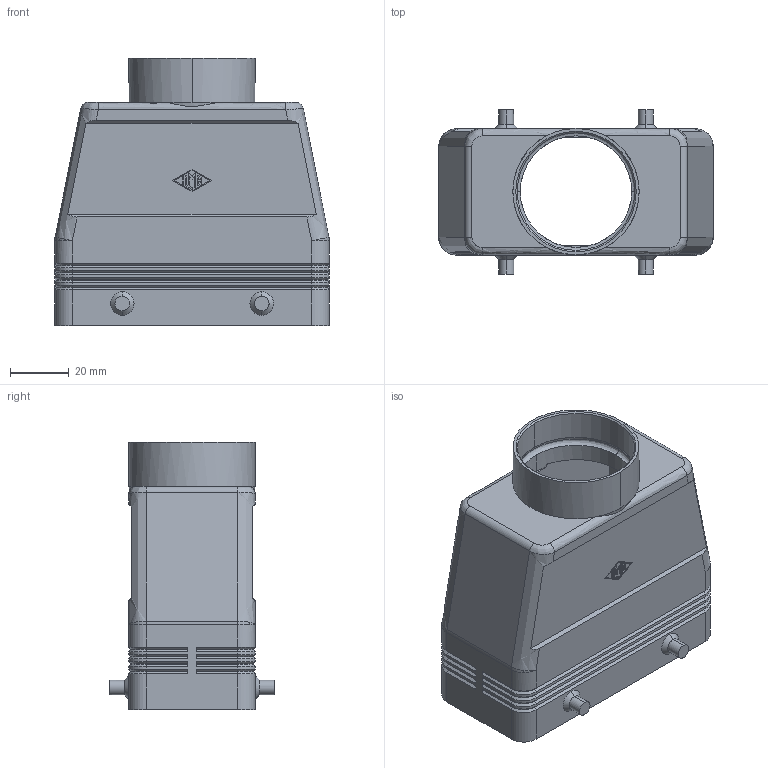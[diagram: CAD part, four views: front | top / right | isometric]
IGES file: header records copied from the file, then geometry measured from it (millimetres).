
Start section: Elysium IGES Interface
Global section: file name: 76H0lndrr043elaqpf3848; native system: PTC Creo Elements/Direct Modeling 19.0B  21-Mar-2015; preprocessor: Creo Element/Direct IGES_3D V2.2; author: Unknown; organization: Unknown; date: 20160629.104324; units: millimetre
Bounding box: 93.5 x 56 x 91 mm (x, y, z)
Volume: 72331.9 mm3; surface area: 46329.5 mm2
Topology: 1 solids, 1 shells, 348 faces, 831 edges, 490 vertices
Faces by surface type: bspline 348
